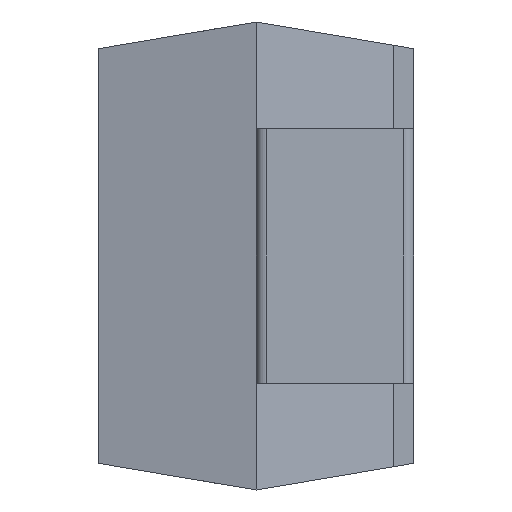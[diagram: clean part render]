
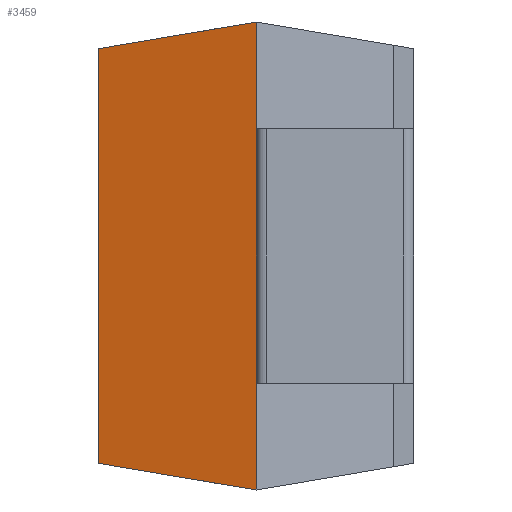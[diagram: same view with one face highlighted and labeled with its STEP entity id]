
A CAD part, left-side view. The second image highlights one B-rep face of the part: STEP entity #3459.
In plain terms, the highlighted planar face has unit normal (-0.974, 0.229, 0).
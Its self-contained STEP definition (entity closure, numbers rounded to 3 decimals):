
#1 = VECTOR ( 'NONE', #3005, 1000. ) ;
#104 = PLANE ( 'NONE',  #929 ) ;
#141 = VECTOR ( 'NONE', #1847, 1000. ) ;
#227 = DIRECTION ( 'NONE',  ( -0.226, -0.961, 0.163 ) ) ;
#330 = LINE ( 'NONE', #2374, #1 ) ;
#451 = DIRECTION ( 'NONE',  ( -0.226, -0.961, -0.163 ) ) ;
#480 = DIRECTION ( 'NONE',  ( 0., 0., 1. ) ) ;
#549 = CARTESIAN_POINT ( 'NONE',  ( 0., 1.55, -4.6 ) ) ;
#626 = ORIENTED_EDGE ( 'NONE', *, *, #1565, .F. ) ;
#661 = CARTESIAN_POINT ( 'NONE',  ( 0., 1.55, -3.55 ) ) ;
#680 = CARTESIAN_POINT ( 'NONE',  ( 0.364, 3.1, -4.337 ) ) ;
#688 = DIRECTION ( 'NONE',  ( -0.974, 0.229, 0. ) ) ;
#800 = VERTEX_POINT ( 'NONE', #3383 ) ;
#929 = AXIS2_PLACEMENT_3D ( 'NONE', #1558, #688, #2424 ) ;
#942 = ORIENTED_EDGE ( 'NONE', *, *, #1549, .T. ) ;
#969 = VERTEX_POINT ( 'NONE', #549 ) ;
#995 = VERTEX_POINT ( 'NONE', #2081 ) ;
#1015 = DIRECTION ( 'NONE',  ( 0., 0., 1. ) ) ;
#1043 = VERTEX_POINT ( 'NONE', #661 ) ;
#1268 = EDGE_CURVE ( 'NONE', #1043, #3688, #330, .T. ) ;
#1540 = VECTOR ( 'NONE', #1015, 1000. ) ;
#1549 = EDGE_CURVE ( 'NONE', #969, #1043, #3142, .T. ) ;
#1558 = CARTESIAN_POINT ( 'NONE',  ( -0.345, 0.081, -4.6 ) ) ;
#1565 = EDGE_CURVE ( 'NONE', #995, #800, #1686, .T. ) ;
#1618 = LINE ( 'NONE', #2513, #3089 ) ;
#1686 = LINE ( 'NONE', #2866, #3486 ) ;
#1847 = DIRECTION ( 'NONE',  ( 0., 0., 1. ) ) ;
#1921 = ORIENTED_EDGE ( 'NONE', *, *, #3732, .T. ) ;
#2081 = CARTESIAN_POINT ( 'NONE',  ( 0.364, 3.1, -0.263 ) ) ;
#2148 = FACE_OUTER_BOUND ( 'NONE', #2738, .T. ) ;
#2322 = VECTOR ( 'NONE', #480, 1000. ) ;
#2374 = CARTESIAN_POINT ( 'NONE',  ( 0., 1.55, -4.6 ) ) ;
#2424 = DIRECTION ( 'NONE',  ( -0.229, -0.974, 0. ) ) ;
#2450 = ORIENTED_EDGE ( 'NONE', *, *, #2944, .T. ) ;
#2474 = CARTESIAN_POINT ( 'NONE',  ( 0., 1.55, -4.6 ) ) ;
#2483 = LINE ( 'NONE', #3669, #1540 ) ;
#2513 = CARTESIAN_POINT ( 'NONE',  ( -0.336, 0.12, -4.842 ) ) ;
#2732 = CARTESIAN_POINT ( 'NONE',  ( 0., 1.55, -1.05 ) ) ;
#2738 = EDGE_LOOP ( 'NONE', ( #2949, #2450, #942, #3443, #1921, #626 ) ) ;
#2847 = CARTESIAN_POINT ( 'NONE',  ( 0., 1.55, -4.6 ) ) ;
#2866 = CARTESIAN_POINT ( 'NONE',  ( -0.167, 0.839, 0.12 ) ) ;
#2944 = EDGE_CURVE ( 'NONE', #3678, #969, #1618, .T. ) ;
#2949 = ORIENTED_EDGE ( 'NONE', *, *, #3243, .F. ) ;
#3005 = DIRECTION ( 'NONE',  ( 0., 0., 1. ) ) ;
#3089 = VECTOR ( 'NONE', #451, 1000. ) ;
#3142 = LINE ( 'NONE', #2847, #2322 ) ;
#3243 = EDGE_CURVE ( 'NONE', #3678, #995, #2483, .T. ) ;
#3383 = CARTESIAN_POINT ( 'NONE',  ( 0., 1.55, 0. ) ) ;
#3443 = ORIENTED_EDGE ( 'NONE', *, *, #1268, .T. ) ;
#3459 = ADVANCED_FACE ( 'NONE', ( #2148 ), #104, .T. ) ;
#3486 = VECTOR ( 'NONE', #227, 1000. ) ;
#3623 = LINE ( 'NONE', #2474, #141 ) ;
#3669 = CARTESIAN_POINT ( 'NONE',  ( 0.364, 3.1, -4.6 ) ) ;
#3678 = VERTEX_POINT ( 'NONE', #680 ) ;
#3688 = VERTEX_POINT ( 'NONE', #2732 ) ;
#3732 = EDGE_CURVE ( 'NONE', #3688, #800, #3623, .T. ) ;
